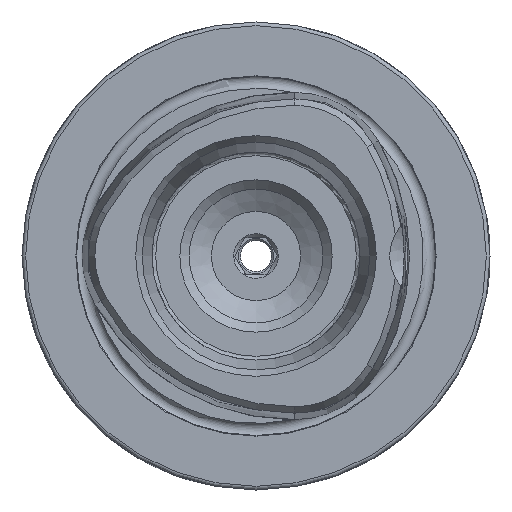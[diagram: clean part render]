
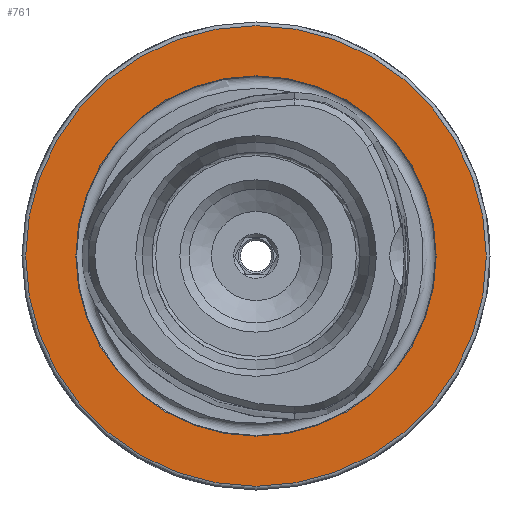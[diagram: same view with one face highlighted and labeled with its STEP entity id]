
A CAD part, left-side view. The second image highlights one B-rep face of the part: STEP entity #761.
In plain terms, the highlighted planar face has unit normal (-1, 0, 0).
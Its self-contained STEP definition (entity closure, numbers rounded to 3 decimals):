
#649 = VERTEX_POINT ( 'NONE', #2627 ) ;
#761 = ADVANCED_FACE ( 'NONE', ( #6995, #9872 ), #7849, .F. ) ;
#1670 = CIRCLE ( 'NONE', #3838, 31. ) ;
#1694 = AXIS2_PLACEMENT_3D ( 'NONE', #15471, #11888, #3197 ) ;
#2411 = CIRCLE ( 'NONE', #1694, 24.25 ) ;
#2462 = EDGE_LOOP ( 'NONE', ( #4878 ) ) ;
#2627 = CARTESIAN_POINT ( 'NONE',  ( 0., 0., 31. ) ) ;
#3197 = DIRECTION ( 'NONE',  ( 0., 0., 1. ) ) ;
#3309 = ORIENTED_EDGE ( 'NONE', *, *, #13260, .T. ) ;
#3838 = AXIS2_PLACEMENT_3D ( 'NONE', #11103, #14883, #13721 ) ;
#4075 = DIRECTION ( 'NONE',  ( 1., 0., 0. ) ) ;
#4878 = ORIENTED_EDGE ( 'NONE', *, *, #10324, .F. ) ;
#5190 = DIRECTION ( 'NONE',  ( 0., 0., -1. ) ) ;
#6995 = FACE_BOUND ( 'NONE', #2462, .T. ) ;
#7335 = AXIS2_PLACEMENT_3D ( 'NONE', #7797, #4075, #5190 ) ;
#7797 = CARTESIAN_POINT ( 'NONE',  ( 0., 24.25, 0. ) ) ;
#7847 = EDGE_LOOP ( 'NONE', ( #3309 ) ) ;
#7849 = PLANE ( 'NONE',  #7335 ) ;
#9872 = FACE_OUTER_BOUND ( 'NONE', #7847, .T. ) ;
#10324 = EDGE_CURVE ( 'NONE', #12870, #12870, #2411, .T. ) ;
#11103 = CARTESIAN_POINT ( 'NONE',  ( 0., 0., 0. ) ) ;
#11888 = DIRECTION ( 'NONE',  ( -1., 0., 0. ) ) ;
#12870 = VERTEX_POINT ( 'NONE', #13680 ) ;
#13260 = EDGE_CURVE ( 'NONE', #649, #649, #1670, .T. ) ;
#13680 = CARTESIAN_POINT ( 'NONE',  ( 0., 0., 24.25 ) ) ;
#13721 = DIRECTION ( 'NONE',  ( 0., 0., 1. ) ) ;
#14883 = DIRECTION ( 'NONE',  ( -1., 0., 0. ) ) ;
#15471 = CARTESIAN_POINT ( 'NONE',  ( 0., 0., 0. ) ) ;
